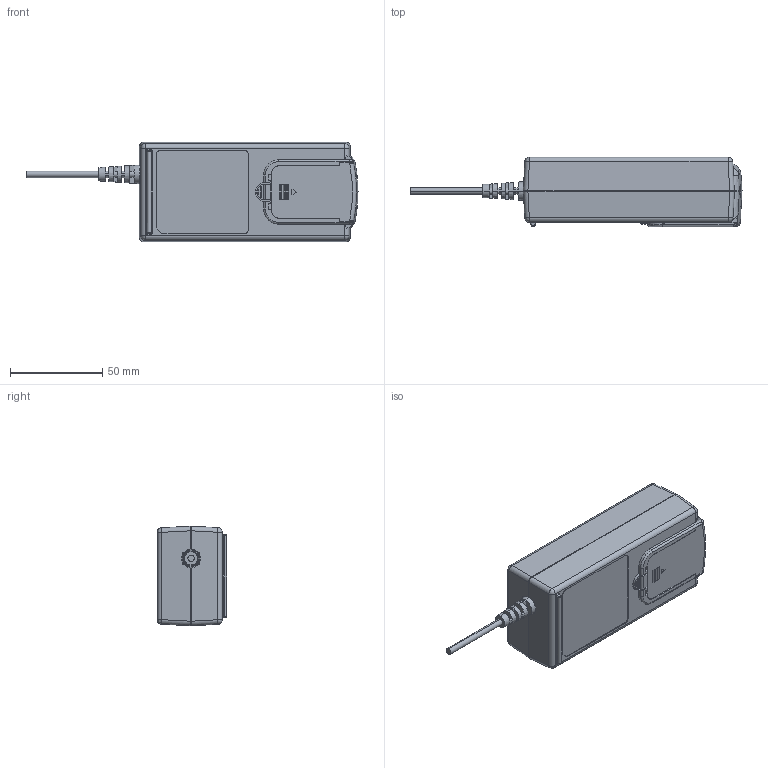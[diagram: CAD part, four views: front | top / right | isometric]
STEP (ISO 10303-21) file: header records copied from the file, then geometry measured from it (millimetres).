
FILE_DESCRIPTION((''),'2;1');
FILE_NAME('GTM96600-60VV-V-R2L_ASM','2022-11-08T13:39:06',('rd05'),(''),'CREO PARAMETRIC BY PTC INC, 2018050','CREO PARAMETRIC BY PTC INC, 2018050','');
FILE_SCHEMA(('CONFIG_CONTROL_DESIGN','GEOMETRIC_VALIDATION_PROPERTIES_MIM'));
Products named in the file (10): BOTTOM_31; TOP_26; LED-LENS_7; AC-2PIN_2; SR_4; MYLAR_5; PCB_1; COVER_2; 60W_ASM_42_ASM; GTM96600-60VV-V-R2L_ASM
Assembly tree (9 placements, depth 3):
  GTM96600-60VV-V-R2L_ASM
    60W_ASM_42_ASM
      BOTTOM_31
      TOP_26
      LED-LENS_7
      AC-2PIN_2
      SR_4
      MYLAR_5
      PCB_1
      COVER_2
Bounding box: 180.35 x 37.6 x 54.1 mm (x, y, z)
Volume: 66987.8 mm3; surface area: 108996.5 mm2
Topology: 8 solids, 10 shells, 1766 faces, 4880 edges, 3173 vertices
Faces by surface type: plane 987, cylinder 549, cone 83, bspline 74, sphere 40, torus 33
Entity records: 61586 total; most frequent: CARTESIAN_POINT 15557, ORIENTED_EDGE 9676, DIRECTION 8930, EDGE_CURVE 4838, VERTEX_POINT 3173, VECTOR 3164, LINE 3164, AXIS2_PLACEMENT_3D 2883
